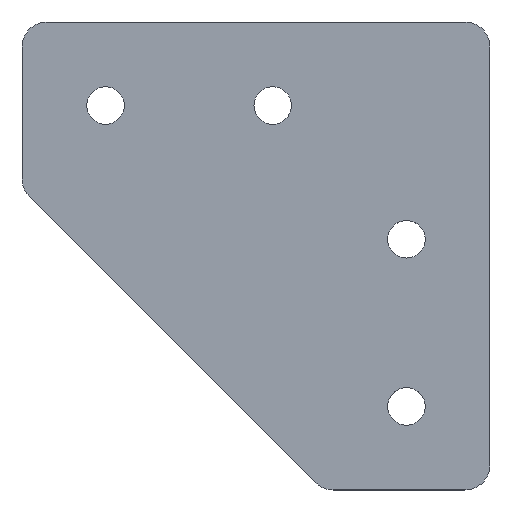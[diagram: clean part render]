
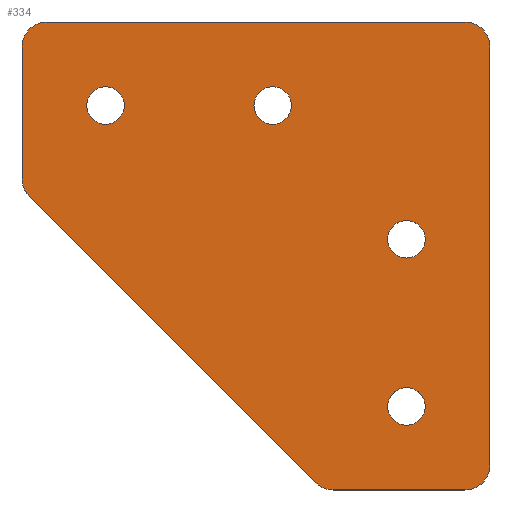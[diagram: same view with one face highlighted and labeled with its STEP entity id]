
A CAD part, top view. The second image highlights one B-rep face of the part: STEP entity #334.
In plain terms, the highlighted planar face has unit normal (0, 0, 1).
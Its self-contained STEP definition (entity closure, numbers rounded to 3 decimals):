
#19=FACE_BOUND('',#66,.T.);
#20=FACE_BOUND('',#67,.T.);
#21=FACE_BOUND('',#68,.T.);
#22=FACE_BOUND('',#69,.T.);
#29=PLANE('',#392);
#45=FACE_OUTER_BOUND('',#65,.T.);
#65=EDGE_LOOP('',(#292,#293,#294,#295,#296,#297,#298,#299,#300,#301));
#66=EDGE_LOOP('',(#302,#303));
#67=EDGE_LOOP('',(#304,#305));
#68=EDGE_LOOP('',(#306,#307));
#69=EDGE_LOOP('',(#308,#309));
#74=LINE('',#510,#98);
#81=LINE('',#543,#105);
#86=LINE('',#557,#110);
#92=LINE('',#586,#116);
#93=LINE('',#588,#117);
#98=VECTOR('',#407,10.);
#105=VECTOR('',#438,10.);
#110=VECTOR('',#453,10.);
#116=VECTOR('',#489,10.);
#117=VECTOR('',#492,10.);
#119=CIRCLE('',#357,3.);
#128=CIRCLE('',#369,3.);
#129=CIRCLE('',#372,3.);
#130=CIRCLE('',#374,3.);
#131=CIRCLE('',#377,3.);
#132=CIRCLE('',#379,2.25);
#133=CIRCLE('',#380,2.25);
#134=CIRCLE('',#382,2.25);
#135=CIRCLE('',#383,2.25);
#136=CIRCLE('',#385,2.25);
#137=CIRCLE('',#386,2.25);
#138=CIRCLE('',#388,2.25);
#139=CIRCLE('',#389,2.25);
#142=VERTEX_POINT('',#500);
#143=VERTEX_POINT('',#502);
#145=VERTEX_POINT('',#508);
#157=VERTEX_POINT('',#536);
#158=VERTEX_POINT('',#537);
#159=VERTEX_POINT('',#542);
#160=VERTEX_POINT('',#546);
#161=VERTEX_POINT('',#550);
#162=VERTEX_POINT('',#552);
#163=VERTEX_POINT('',#556);
#164=VERTEX_POINT('',#562);
#165=VERTEX_POINT('',#563);
#166=VERTEX_POINT('',#568);
#167=VERTEX_POINT('',#569);
#168=VERTEX_POINT('',#574);
#169=VERTEX_POINT('',#575);
#170=VERTEX_POINT('',#580);
#171=VERTEX_POINT('',#581);
#174=EDGE_CURVE('',#142,#143,#119,.T.);
#178=EDGE_CURVE('',#142,#145,#74,.T.);
#191=EDGE_CURVE('',#157,#158,#128,.T.);
#194=EDGE_CURVE('',#159,#158,#81,.T.);
#196=EDGE_CURVE('',#159,#160,#129,.T.);
#199=EDGE_CURVE('',#161,#162,#130,.T.);
#201=EDGE_CURVE('',#163,#162,#86,.T.);
#203=EDGE_CURVE('',#163,#145,#131,.T.);
#204=EDGE_CURVE('',#164,#165,#132,.T.);
#205=EDGE_CURVE('',#165,#164,#133,.T.);
#207=EDGE_CURVE('',#166,#167,#134,.T.);
#208=EDGE_CURVE('',#167,#166,#135,.T.);
#210=EDGE_CURVE('',#168,#169,#136,.T.);
#211=EDGE_CURVE('',#169,#168,#137,.T.);
#213=EDGE_CURVE('',#170,#171,#138,.T.);
#214=EDGE_CURVE('',#171,#170,#139,.T.);
#216=EDGE_CURVE('',#161,#160,#92,.T.);
#217=EDGE_CURVE('',#157,#143,#93,.T.);
#292=ORIENTED_EDGE('',*,*,#174,.F.);
#293=ORIENTED_EDGE('',*,*,#178,.T.);
#294=ORIENTED_EDGE('',*,*,#203,.F.);
#295=ORIENTED_EDGE('',*,*,#201,.T.);
#296=ORIENTED_EDGE('',*,*,#199,.F.);
#297=ORIENTED_EDGE('',*,*,#216,.T.);
#298=ORIENTED_EDGE('',*,*,#196,.F.);
#299=ORIENTED_EDGE('',*,*,#194,.T.);
#300=ORIENTED_EDGE('',*,*,#191,.F.);
#301=ORIENTED_EDGE('',*,*,#217,.T.);
#302=ORIENTED_EDGE('',*,*,#204,.T.);
#303=ORIENTED_EDGE('',*,*,#205,.T.);
#304=ORIENTED_EDGE('',*,*,#207,.T.);
#305=ORIENTED_EDGE('',*,*,#208,.T.);
#306=ORIENTED_EDGE('',*,*,#210,.T.);
#307=ORIENTED_EDGE('',*,*,#211,.T.);
#308=ORIENTED_EDGE('',*,*,#213,.T.);
#309=ORIENTED_EDGE('',*,*,#214,.T.);
#334=ADVANCED_FACE('',(#45,#19,#20,#21,#22),#29,.T.);
#357=AXIS2_PLACEMENT_3D('',#503,#400,#401);
#369=AXIS2_PLACEMENT_3D('',#538,#432,#433);
#372=AXIS2_PLACEMENT_3D('',#547,#442,#443);
#374=AXIS2_PLACEMENT_3D('',#553,#448,#449);
#377=AXIS2_PLACEMENT_3D('',#560,#457,#458);
#379=AXIS2_PLACEMENT_3D('',#564,#461,#462);
#380=AXIS2_PLACEMENT_3D('',#565,#463,#464);
#382=AXIS2_PLACEMENT_3D('',#570,#468,#469);
#383=AXIS2_PLACEMENT_3D('',#571,#470,#471);
#385=AXIS2_PLACEMENT_3D('',#576,#475,#476);
#386=AXIS2_PLACEMENT_3D('',#577,#477,#478);
#388=AXIS2_PLACEMENT_3D('',#582,#482,#483);
#389=AXIS2_PLACEMENT_3D('',#583,#484,#485);
#392=AXIS2_PLACEMENT_3D('',#589,#493,#494);
#400=DIRECTION('center_axis',(0.,0.,-1.));
#401=DIRECTION('ref_axis',(-0.707,0.707,0.));
#407=DIRECTION('',(0.,-1.,0.));
#432=DIRECTION('center_axis',(0.,0.,-1.));
#433=DIRECTION('ref_axis',(0.707,0.707,0.));
#438=DIRECTION('',(0.,1.,0.));
#442=DIRECTION('center_axis',(0.,0.,-1.));
#443=DIRECTION('ref_axis',(0.707,-0.707,0.));
#448=DIRECTION('center_axis',(0.,0.,-1.));
#449=DIRECTION('ref_axis',(-0.383,-0.924,0.));
#453=DIRECTION('',(0.707,-0.707,0.));
#457=DIRECTION('center_axis',(0.,0.,-1.));
#458=DIRECTION('ref_axis',(-0.924,-0.383,0.));
#461=DIRECTION('center_axis',(0.,0.,-1.));
#462=DIRECTION('ref_axis',(1.,0.,0.));
#463=DIRECTION('center_axis',(0.,0.,-1.));
#464=DIRECTION('ref_axis',(1.,0.,0.));
#468=DIRECTION('center_axis',(0.,0.,-1.));
#469=DIRECTION('ref_axis',(1.,0.,0.));
#470=DIRECTION('center_axis',(0.,0.,-1.));
#471=DIRECTION('ref_axis',(1.,0.,0.));
#475=DIRECTION('center_axis',(0.,0.,-1.));
#476=DIRECTION('ref_axis',(1.,0.,0.));
#477=DIRECTION('center_axis',(0.,0.,-1.));
#478=DIRECTION('ref_axis',(1.,0.,0.));
#482=DIRECTION('center_axis',(0.,0.,-1.));
#483=DIRECTION('ref_axis',(1.,0.,0.));
#484=DIRECTION('center_axis',(0.,0.,-1.));
#485=DIRECTION('ref_axis',(1.,0.,0.));
#489=DIRECTION('',(1.,0.,0.));
#492=DIRECTION('',(-1.,0.,0.));
#493=DIRECTION('center_axis',(0.,0.,1.));
#494=DIRECTION('ref_axis',(1.,0.,0.));
#500=CARTESIAN_POINT('',(-28.,25.,1.5));
#502=CARTESIAN_POINT('',(-25.,28.,1.5));
#503=CARTESIAN_POINT('Origin',(-25.,25.,1.5));
#508=CARTESIAN_POINT('',(-28.,9.243,1.5));
#510=CARTESIAN_POINT('',(-28.,8.,1.5));
#536=CARTESIAN_POINT('',(25.,28.,1.5));
#537=CARTESIAN_POINT('',(28.,25.,1.5));
#538=CARTESIAN_POINT('Origin',(25.,25.,1.5));
#542=CARTESIAN_POINT('',(28.,-25.,1.5));
#543=CARTESIAN_POINT('',(28.,28.,1.5));
#546=CARTESIAN_POINT('',(25.,-28.,1.5));
#547=CARTESIAN_POINT('Origin',(25.,-25.,1.5));
#550=CARTESIAN_POINT('',(9.243,-28.,1.5));
#552=CARTESIAN_POINT('',(7.121,-27.121,1.5));
#553=CARTESIAN_POINT('Origin',(9.243,-25.,1.5));
#556=CARTESIAN_POINT('',(-27.121,7.121,1.5));
#557=CARTESIAN_POINT('',(8.,-28.,1.5));
#560=CARTESIAN_POINT('Origin',(-25.,9.243,1.5));
#562=CARTESIAN_POINT('',(20.25,2.,1.5));
#563=CARTESIAN_POINT('',(15.75,2.,1.5));
#564=CARTESIAN_POINT('Origin',(18.,2.,1.5));
#565=CARTESIAN_POINT('Origin',(18.,2.,1.5));
#568=CARTESIAN_POINT('',(-15.75,18.,1.5));
#569=CARTESIAN_POINT('',(-20.25,18.,1.5));
#570=CARTESIAN_POINT('Origin',(-18.,18.,1.5));
#571=CARTESIAN_POINT('Origin',(-18.,18.,1.5));
#574=CARTESIAN_POINT('',(4.25,18.,1.5));
#575=CARTESIAN_POINT('',(-0.25,18.,1.5));
#576=CARTESIAN_POINT('Origin',(2.,18.,1.5));
#577=CARTESIAN_POINT('Origin',(2.,18.,1.5));
#580=CARTESIAN_POINT('',(20.25,-18.,1.5));
#581=CARTESIAN_POINT('',(15.75,-18.,1.5));
#582=CARTESIAN_POINT('Origin',(18.,-18.,1.5));
#583=CARTESIAN_POINT('Origin',(18.,-18.,1.5));
#586=CARTESIAN_POINT('',(28.,-28.,1.5));
#588=CARTESIAN_POINT('',(-28.,28.,1.5));
#589=CARTESIAN_POINT('Origin',(4.233,4.233,1.5));
